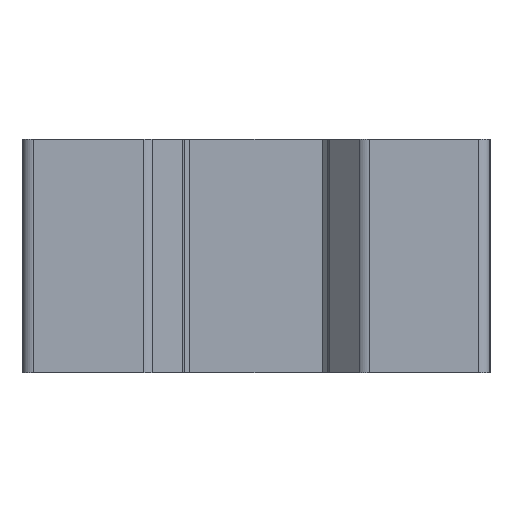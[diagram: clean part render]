
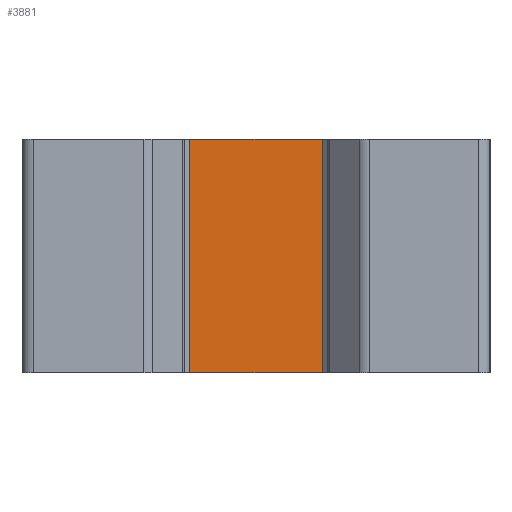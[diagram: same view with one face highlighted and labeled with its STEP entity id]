
A CAD part, left-side view. The second image highlights one B-rep face of the part: STEP entity #3881.
In plain terms, the highlighted planar face has unit normal (-1, 0, 0).
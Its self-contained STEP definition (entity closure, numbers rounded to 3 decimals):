
#321=FACE_OUTER_BOUND('',#512,.T.);
#512=EDGE_LOOP('',(#3048,#3049,#3050,#3051));
#943=LINE('',#6163,#1414);
#944=LINE('',#6166,#1415);
#945=LINE('',#6168,#1416);
#946=LINE('',#6169,#1417);
#1414=VECTOR('',#5037,10.);
#1415=VECTOR('',#5040,10.);
#1416=VECTOR('',#5041,10.);
#1417=VECTOR('',#5042,10.);
#1807=VERTEX_POINT('',#6159);
#1808=VERTEX_POINT('',#6161);
#1809=VERTEX_POINT('',#6165);
#1810=VERTEX_POINT('',#6167);
#2333=EDGE_CURVE('',#1807,#1808,#943,.T.);
#2334=EDGE_CURVE('',#1809,#1807,#944,.T.);
#2335=EDGE_CURVE('',#1810,#1808,#945,.T.);
#2336=EDGE_CURVE('',#1809,#1810,#946,.T.);
#3048=ORIENTED_EDGE('',*,*,#2334,.T.);
#3049=ORIENTED_EDGE('',*,*,#2333,.T.);
#3050=ORIENTED_EDGE('',*,*,#2335,.F.);
#3051=ORIENTED_EDGE('',*,*,#2336,.F.);
#3703=PLANE('',#4156);
#3881=ADVANCED_FACE('',(#321),#3703,.T.);
#4156=AXIS2_PLACEMENT_3D('',#6164,#5038,#5039);
#5037=DIRECTION('',(0.,0.,1.));
#5038=DIRECTION('center_axis',(-1.,0.,0.));
#5039=DIRECTION('ref_axis',(0.,-1.,0.));
#5040=DIRECTION('',(0.,-1.,0.));
#5041=DIRECTION('',(0.,-1.,0.));
#5042=DIRECTION('',(0.,0.,1.));
#6159=CARTESIAN_POINT('',(-33.9,-2.839,0.));
#6161=CARTESIAN_POINT('',(-33.9,-2.839,10.));
#6163=CARTESIAN_POINT('',(-33.9,-2.839,0.));
#6164=CARTESIAN_POINT('Origin',(-33.9,2.839,0.));
#6165=CARTESIAN_POINT('',(-33.9,2.839,0.));
#6166=CARTESIAN_POINT('',(-33.9,2.839,0.));
#6167=CARTESIAN_POINT('',(-33.9,2.839,10.));
#6168=CARTESIAN_POINT('',(-33.9,2.839,10.));
#6169=CARTESIAN_POINT('',(-33.9,2.839,0.));
